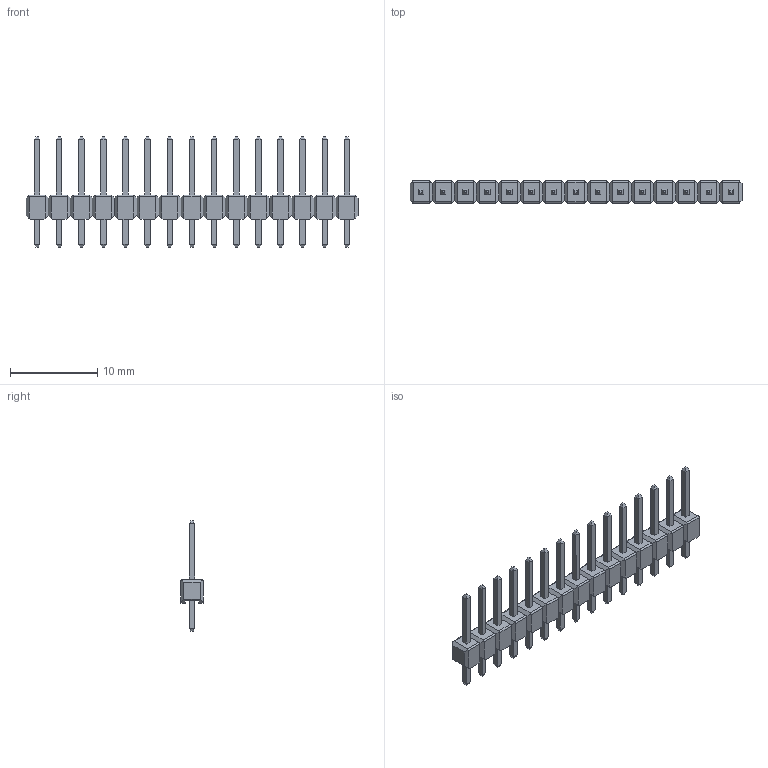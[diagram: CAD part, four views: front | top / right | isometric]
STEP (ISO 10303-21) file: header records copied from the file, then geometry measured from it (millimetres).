
FILE_DESCRIPTION(/* description */ (''),/* implementation_level */ '2;1');
FILE_NAME(/* name */ 'PI8FB0~1',/* time_stamp */ '2014-06-14T10:05:44+02:00',/* author */ (''),/* organization */ (''),/* preprocessor_version */ 'ST-DEVELOPER v14',/* originating_system */ '',/* authorisation */ '');
FILE_SCHEMA (('AUTOMOTIVE_DESIGN'));
Length unit declared in the file: millimetre
Products named in the file (1): Document
Bounding box: 38.1 x 2.54 x 12.7 mm (x, y, z)
Volume: 73.6 mm3; surface area: 1005.2 mm2
Topology: 15 solids, 30 shells, 542 faces, 1417 edges, 909 vertices
Faces by surface type: plane 482, bspline 60
Entity records: 32049 total; most frequent: CARTESIAN_POINT 12579, B_SPLINE_CURVE_WITH_KNOTS 4065, ORIENTED_EDGE 2708, PCURVE 2708, DEFINITIONAL_REPRESENTATION 2708, SURFACE_CURVE 1410, EDGE_CURVE 1410, VERTEX_POINT 900
